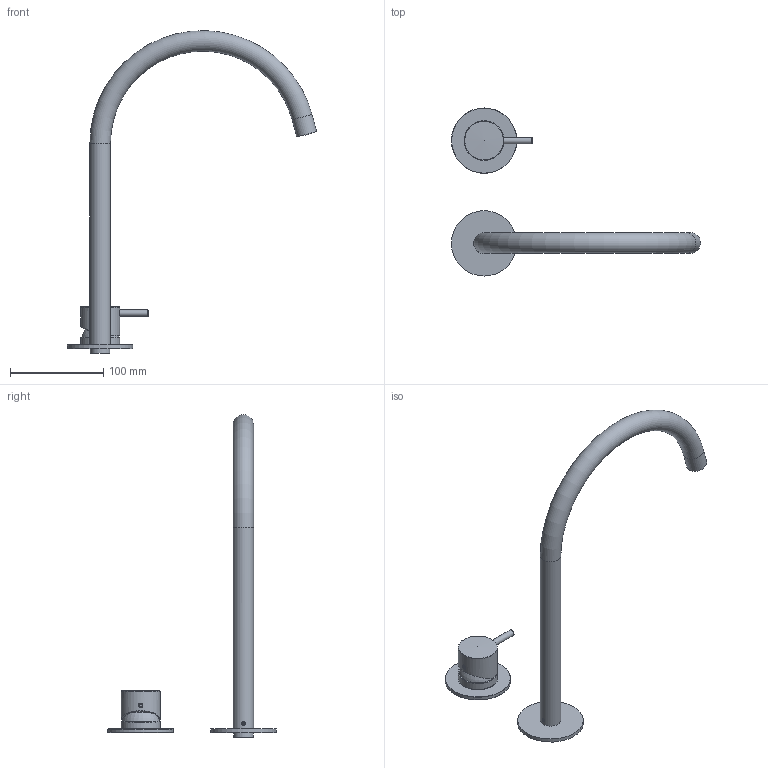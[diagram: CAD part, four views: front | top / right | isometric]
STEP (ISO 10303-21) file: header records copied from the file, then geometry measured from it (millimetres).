
FILE_DESCRIPTION(/* description */ ('Unknown'),/* implementation_level */ '2;1');
FILE_NAME(/* name */ 'CB023H-00',/* time_stamp */ '2022-04-08T12:39:00+02:00',/* author */ ('Unknown'),/* organization */ ('Unknown'),/* preprocessor_version */ 'ST-DEVELOPER v16.7',/* originating_system */ 'DEX',/* authorisation */ $);
FILE_SCHEMA (('AUTOMOTIVE_DESIGN {1 0 10303 214 3 1 1}'));
Length unit declared in the file: millimetre
Products named in the file (12): CB023H-00; CW023-03_oa_0; CW023-002_oa_1; CW023-02; CB023-006; CB004-11; CB023-10; CB003-003_oa_2; CB003-07; CB003-08; CB004-005; CB023-02
Assembly tree (11 placements, depth 3):
  CB023H-00
    CW023-03_oa_0
    CW023-002_oa_1
      CW023-02
    CB023-006
      CB004-11
      CB023-10
    CB003-003_oa_2
      CB003-07
      CB003-08
    CB004-005
    CB023-02
Bounding box: 266.82 x 180 x 345.57 mm (x, y, z)
Volume: 107250.4 mm3; surface area: 107170.5 mm2
Topology: 8 solids, 212 shells, 830 faces, 1284 edges, 895 vertices
Faces by surface type: plane 511, cylinder 277, cone 22, torus 18, sphere 2
Full cylindrical faces by diameter (mm): 0.75 x204, 3.3 x1, 4 x1, 4.2 x1, 5 x2, 6 x1, 7 x1, 7.2 x1, 11 x1, 13.8 x1, 14 x2, 15 x1, 15.5 x1, 16 x2, 17 x2, 17.4 x1, 18 x3, 18.1 x1, 18.4 x1, 18.6 x1, 18.75 x1, 21 x1, 22 x2, 22.2 x1, 25 x1, 28.3 x1, 30.376 x2, 36 x1, 39 x1, 39.917 x1
Entity records: 21152 total; most frequent: DIRECTION 3088, CARTESIAN_POINT 2504, ORIENTED_EDGE 1626, AXIS2_PLACEMENT_3D 1458, FACE_BOUND 1158, EDGE_LOOP 1153, ADVANCED_FACE 830, EDGE_CURVE 813
